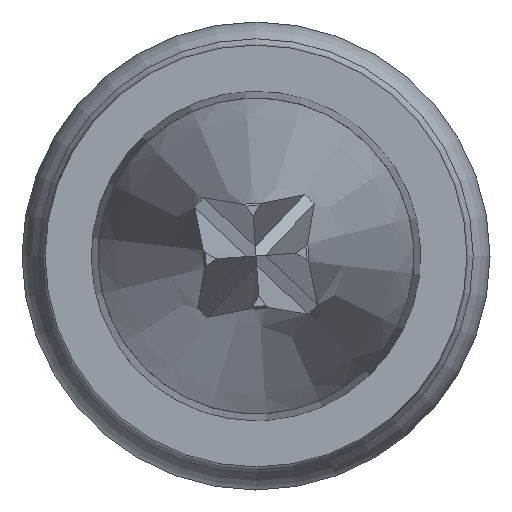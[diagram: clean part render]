
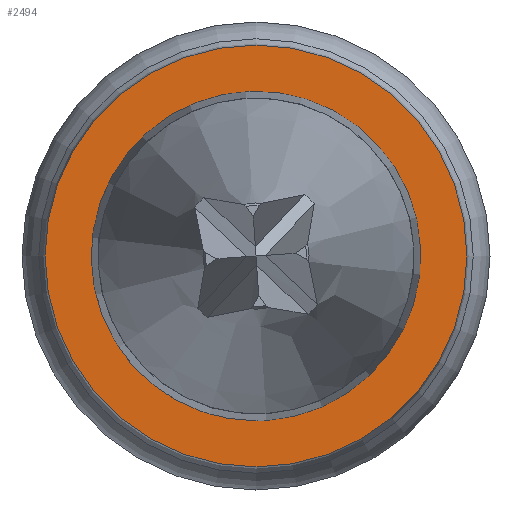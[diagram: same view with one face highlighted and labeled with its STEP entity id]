
A CAD part, left-side view. The second image highlights one B-rep face of the part: STEP entity #2494.
In plain terms, the highlighted planar face has unit normal (-1, 0, 0).
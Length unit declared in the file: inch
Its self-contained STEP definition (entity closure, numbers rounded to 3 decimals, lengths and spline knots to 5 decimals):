
#303 = EDGE_CURVE ( 'NONE', #705, #705, #1090, .T. ) ;
#705 = VERTEX_POINT ( 'NONE', #1442 ) ;
#802 = DIRECTION ( 'NONE',  ( 0., 0., -1. ) ) ;
#926 = DIRECTION ( 'NONE',  ( 1., 0., 0. ) ) ;
#1090 = CIRCLE ( 'NONE', #3024, 0.01894 ) ;
#1129 = FACE_BOUND ( 'NONE', #1721, .T. ) ;
#1425 = DIRECTION ( 'NONE',  ( 0., 0., -1. ) ) ;
#1442 = CARTESIAN_POINT ( 'NONE',  ( 0., 0., -0.01894 ) ) ;
#1457 = CARTESIAN_POINT ( 'NONE',  ( 0., 0., -0.02425 ) ) ;
#1570 = CIRCLE ( 'NONE', #1678, 0.02425 ) ;
#1612 = PLANE ( 'NONE',  #2689 ) ;
#1678 = AXIS2_PLACEMENT_3D ( 'NONE', #2219, #1984, #802 ) ;
#1721 = EDGE_LOOP ( 'NONE', ( #2380 ) ) ;
#1910 = DIRECTION ( 'NONE',  ( 0., 0., -1. ) ) ;
#1951 = ORIENTED_EDGE ( 'NONE', *, *, #1967, .F. ) ;
#1967 = EDGE_CURVE ( 'NONE', #2652, #2652, #1570, .T. ) ;
#1984 = DIRECTION ( 'NONE',  ( 1., 0., 0. ) ) ;
#2161 = CARTESIAN_POINT ( 'NONE',  ( 0., 0.02725, 0. ) ) ;
#2163 = DIRECTION ( 'NONE',  ( 1., 0., 0. ) ) ;
#2219 = CARTESIAN_POINT ( 'NONE',  ( 0., 0., 0. ) ) ;
#2380 = ORIENTED_EDGE ( 'NONE', *, *, #303, .T. ) ;
#2399 = EDGE_LOOP ( 'NONE', ( #1951 ) ) ;
#2494 = ADVANCED_FACE ( 'NONE', ( #1129, #2512 ), #1612, .F. ) ;
#2512 = FACE_OUTER_BOUND ( 'NONE', #2399, .T. ) ;
#2652 = VERTEX_POINT ( 'NONE', #1457 ) ;
#2689 = AXIS2_PLACEMENT_3D ( 'NONE', #2161, #926, #1910 ) ;
#3024 = AXIS2_PLACEMENT_3D ( 'NONE', #3076, #2163, #1425 ) ;
#3076 = CARTESIAN_POINT ( 'NONE',  ( 0., 0., 0. ) ) ;
